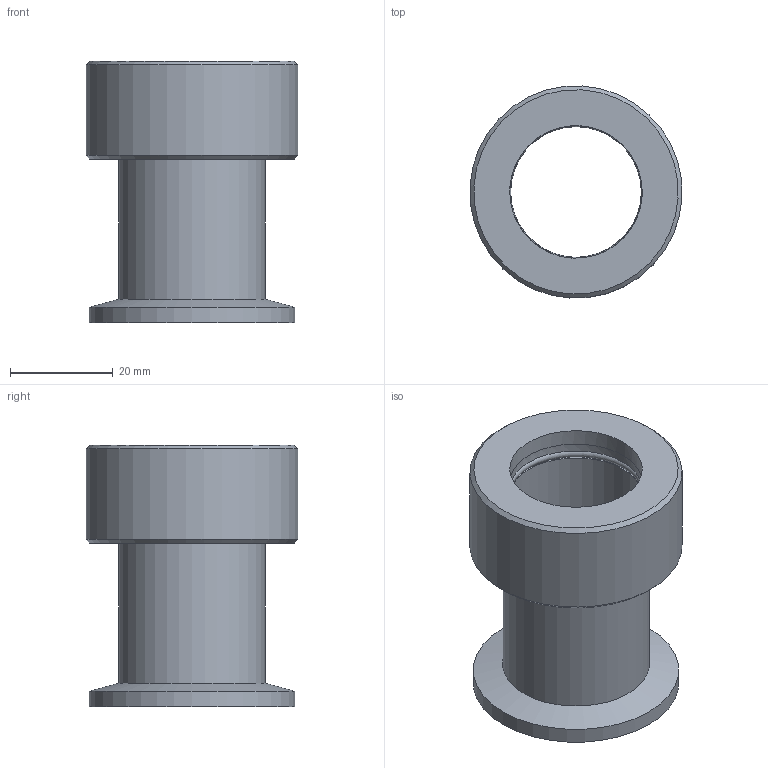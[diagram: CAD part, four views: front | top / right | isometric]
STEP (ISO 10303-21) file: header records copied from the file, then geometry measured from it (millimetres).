
FILE_DESCRIPTION(/* description */ (''),/* implementation_level */ '2;1');
FILE_NAME(/* name */ '1000008a.stp',/* time_stamp */ '2019-07-18T09:20:03-04:00',/* author */ ('Glen_C'),/* organization */ (''),/* preprocessor_version */ 'ST-DEVELOPER v16.13',/* originating_system */ 'Autodesk Inventor 2018',/* authorisation */ '');
FILE_SCHEMA (('AUTOMOTIVE_DESIGN { 1 0 10303 214 3 1 1 }'));
Length unit declared in the file: inch
Products named in the file (1): 1000008_S
Bounding box: 41.2 x 41.2 x 50.93 mm (x, y, z)
Volume: 21316.2 mm3; surface area: 14445.4 mm2
Topology: 1 solids, 4 shells, 32 faces, 61 edges, 40 vertices
Faces by surface type: cylinder 12, plane 11, cone 6, torus 3
Full cylindrical faces by diameter (mm): 25.781 x3, 26.187 x1, 28.575 x1, 30.15 x2, 32.868 x1, 33.02 x1, 33.553 x1, 40.005 x1, 41.275 x1
Entity records: 765 total; most frequent: DIRECTION 132, CARTESIAN_POINT 99, ORIENTED_EDGE 68, AXIS2_PLACEMENT_3D 66, EDGE_LOOP 64, CIRCLE 33, VERTEX_POINT 33, EDGE_CURVE 33
